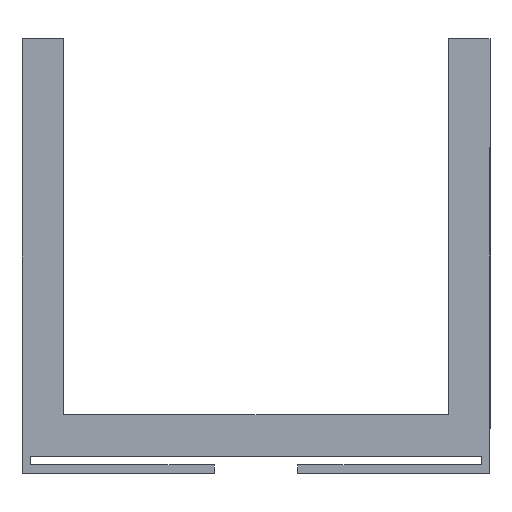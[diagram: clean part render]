
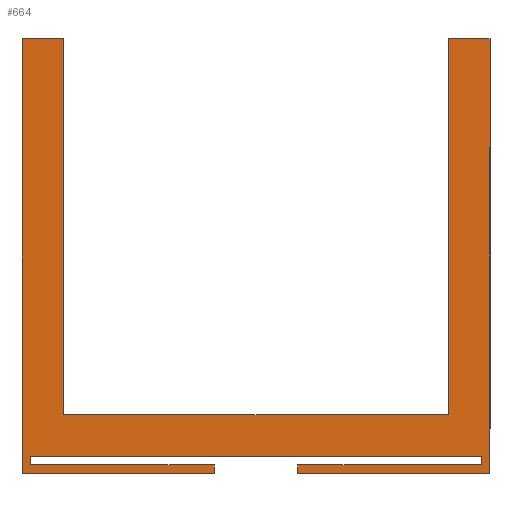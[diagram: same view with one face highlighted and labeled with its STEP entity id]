
A CAD part, left-side view. The second image highlights one B-rep face of the part: STEP entity #664.
In plain terms, the highlighted planar face has unit normal (-1, 0, 0).
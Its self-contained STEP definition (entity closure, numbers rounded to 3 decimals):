
#73=CARTESIAN_POINT('',(-44.,-28.,-2.));
#74=VERTEX_POINT('',#73);
#75=CARTESIAN_POINT('',(-44.,-5.,-2.));
#76=VERTEX_POINT('',#75);
#77=CARTESIAN_POINT('',(-44.,-28.,-2.));
#78=DIRECTION('',(0.0,1.0,0.0));
#79=VECTOR('',#78,23.);
#80=LINE('',#77,#79);
#81=EDGE_CURVE('',#74,#76,#80,.T.);
#113=CARTESIAN_POINT('',(-44.,-5.,-1.));
#114=VERTEX_POINT('',#113);
#115=CARTESIAN_POINT('',(-44.,-5.,-2.));
#116=DIRECTION('',(0.0,0.0,1.0));
#117=VECTOR('',#116,1.);
#118=LINE('',#115,#117);
#119=EDGE_CURVE('',#76,#114,#118,.T.);
#144=CARTESIAN_POINT('',(-44.,-27.0,-1.));
#145=VERTEX_POINT('',#144);
#146=CARTESIAN_POINT('',(-44.,-5.,-1.));
#147=DIRECTION('',(0.0,-1.0,0.0));
#148=VECTOR('',#147,22.);
#149=LINE('',#146,#148);
#150=EDGE_CURVE('',#114,#145,#149,.T.);
#175=CARTESIAN_POINT('',(-44.,5.,-1.));
#176=VERTEX_POINT('',#175);
#177=CARTESIAN_POINT('',(-44.,5.,-2.));
#178=VERTEX_POINT('',#177);
#179=CARTESIAN_POINT('',(-44.,5.,-1.));
#180=DIRECTION('',(0.0,0.0,-1.0));
#181=VECTOR('',#180,1.);
#182=LINE('',#179,#181);
#183=EDGE_CURVE('',#176,#178,#182,.T.);
#215=CARTESIAN_POINT('',(-44.,27.,-1.));
#216=VERTEX_POINT('',#215);
#217=CARTESIAN_POINT('',(-44.,27.,-1.));
#218=DIRECTION('',(0.0,-1.0,0.0));
#219=VECTOR('',#218,22.);
#220=LINE('',#217,#219);
#221=EDGE_CURVE('',#216,#176,#220,.T.);
#246=CARTESIAN_POINT('',(-44.,28.,-2.));
#247=VERTEX_POINT('',#246);
#248=CARTESIAN_POINT('',(-44.,5.,-2.));
#249=DIRECTION('',(0.0,1.0,0.0));
#250=VECTOR('',#249,23.);
#251=LINE('',#248,#250);
#252=EDGE_CURVE('',#178,#247,#251,.T.);
#367=CARTESIAN_POINT('',(-44.,23.,5.));
#368=VERTEX_POINT('',#367);
#375=CARTESIAN_POINT('',(-44.,-23.,5.));
#376=VERTEX_POINT('',#375);
#377=CARTESIAN_POINT('',(-44.,-23.,5.));
#378=DIRECTION('',(0.0,1.0,0.0));
#379=VECTOR('',#378,46.0);
#380=LINE('',#377,#379);
#381=EDGE_CURVE('',#376,#368,#380,.T.);
#437=CARTESIAN_POINT('',(-44.,-23.0,50.0));
#438=VERTEX_POINT('',#437);
#439=CARTESIAN_POINT('',(-44.,-23.0,50.0));
#440=DIRECTION('',(0.0,0.0,-1.0));
#441=VECTOR('',#440,45.);
#442=LINE('',#439,#441);
#443=EDGE_CURVE('',#438,#376,#442,.T.);
#498=CARTESIAN_POINT('',(-44.,23.,50.0));
#499=VERTEX_POINT('',#498);
#506=CARTESIAN_POINT('',(-44.,23.,5.));
#507=DIRECTION('',(0.0,0.0,1.0));
#508=VECTOR('',#507,45.0);
#509=LINE('',#506,#508);
#510=EDGE_CURVE('',#368,#499,#509,.T.);
#571=CARTESIAN_POINT('',(-44.,-28.,50.0));
#572=VERTEX_POINT('',#571);
#573=CARTESIAN_POINT('',(-44.,-28.,50.0));
#574=DIRECTION('',(0.0,1.0,0.0));
#575=VECTOR('',#574,5.);
#576=LINE('',#573,#575);
#577=EDGE_CURVE('',#572,#438,#576,.T.);
#605=CARTESIAN_POINT('',(-44.,-27.,0.0));
#606=DIRECTION('',(-1.0,0.0,0.0));
#607=DIRECTION('',(0.0,0.0,1.0));
#608=AXIS2_PLACEMENT_3D('',#605,#606,#607);
#609=PLANE('',#608);
#610=ORIENTED_EDGE('',*,*,#443,.T.);
#611=ORIENTED_EDGE('',*,*,#381,.T.);
#612=ORIENTED_EDGE('',*,*,#510,.T.);
#613=CARTESIAN_POINT('',(-44.,28.,50.0));
#614=VERTEX_POINT('',#613);
#615=CARTESIAN_POINT('',(-44.,23.,50.0));
#616=DIRECTION('',(0.0,1.0,0.0));
#617=VECTOR('',#616,5.);
#618=LINE('',#615,#617);
#619=EDGE_CURVE('',#499,#614,#618,.T.);
#620=ORIENTED_EDGE('',*,*,#619,.T.);
#621=CARTESIAN_POINT('',(-44.,28.,50.0));
#622=DIRECTION('',(0.0,0.0,-1.0));
#623=VECTOR('',#622,52.0);
#624=LINE('',#621,#623);
#625=EDGE_CURVE('',#247,#614,#624,.F.);
#626=ORIENTED_EDGE('',*,*,#625,.F.);
#627=ORIENTED_EDGE('',*,*,#252,.F.);
#628=ORIENTED_EDGE('',*,*,#183,.F.);
#629=ORIENTED_EDGE('',*,*,#221,.F.);
#630=CARTESIAN_POINT('',(-44.,27.,0.0));
#631=VERTEX_POINT('',#630);
#632=CARTESIAN_POINT('',(-44.,27.,0.0));
#633=DIRECTION('',(0.0,0.0,-1.0));
#634=VECTOR('',#633,1.);
#635=LINE('',#632,#634);
#636=EDGE_CURVE('',#631,#216,#635,.T.);
#637=ORIENTED_EDGE('',*,*,#636,.F.);
#638=CARTESIAN_POINT('',(-44.,-27.,0.));
#639=VERTEX_POINT('',#638);
#640=CARTESIAN_POINT('',(-44.,-27.,0.));
#641=DIRECTION('',(0.0,1.0,0.0));
#642=VECTOR('',#641,54.0);
#643=LINE('',#640,#642);
#644=EDGE_CURVE('',#631,#639,#643,.F.);
#645=ORIENTED_EDGE('',*,*,#644,.T.);
#646=CARTESIAN_POINT('',(-44.,-27.0,-1.));
#647=DIRECTION('',(0.0,0.0,1.0));
#648=VECTOR('',#647,1.);
#649=LINE('',#646,#648);
#650=EDGE_CURVE('',#145,#639,#649,.T.);
#651=ORIENTED_EDGE('',*,*,#650,.F.);
#652=ORIENTED_EDGE('',*,*,#150,.F.);
#653=ORIENTED_EDGE('',*,*,#119,.F.);
#654=ORIENTED_EDGE('',*,*,#81,.F.);
#655=CARTESIAN_POINT('',(-44.,-28.,50.0));
#656=DIRECTION('',(0.0,0.0,-1.0));
#657=VECTOR('',#656,52.);
#658=LINE('',#655,#657);
#659=EDGE_CURVE('',#572,#74,#658,.T.);
#660=ORIENTED_EDGE('',*,*,#659,.F.);
#661=ORIENTED_EDGE('',*,*,#577,.T.);
#662=EDGE_LOOP('',(#610,#611,#612,#620,#626,#627,#628,#629,#637,#645,#651,#652,#653,#654,#660,#661));
#663=FACE_OUTER_BOUND('',#662,.T.);
#664=ADVANCED_FACE('',(#663),#609,.T.);
